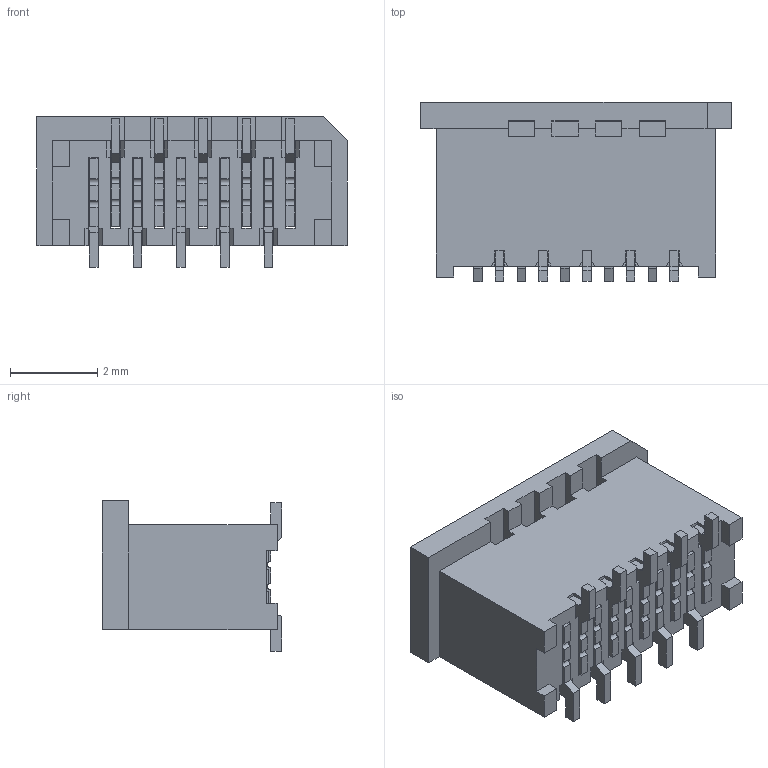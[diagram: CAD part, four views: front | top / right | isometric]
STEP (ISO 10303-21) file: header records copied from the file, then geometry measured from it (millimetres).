
FILE_DESCRIPTION((''),'2;1');
FILE_NAME('781191108','2008-06-26T',('gga'),(''),'PRO/ENGINEER BY PARAMETRIC TECHNOLOGY CORPORATION, 2003451','PRO/ENGINEER BY PARAMETRIC TECHNOLOGY CORPORATION, 2003451','');
FILE_SCHEMA(('CONFIG_CONTROL_DESIGN'));
Length unit declared in the file: millimetre
Products named in the file (1): 781191108
Bounding box: 7.1 x 4.1 x 3.45 mm (x, y, z)
Volume: 50.7 mm3; surface area: 310.5 mm2
Topology: 1 solids, 1 shells, 561 faces, 1710 edges, 1132 vertices
Faces by surface type: plane 462, cylinder 99
Entity records: 18942 total; most frequent: CARTESIAN_POINT 3446, ORIENTED_EDGE 3340, DIRECTION 3014, EDGE_CURVE 1670, VECTOR 1512, LINE 1512, VERTEX_POINT 1092, AXIS2_PLACEMENT_3D 751
